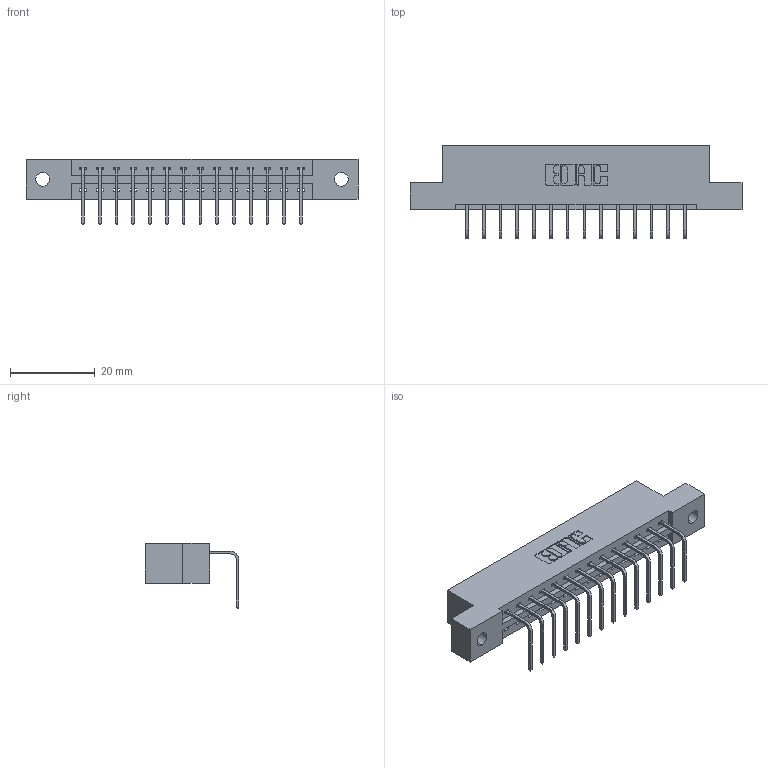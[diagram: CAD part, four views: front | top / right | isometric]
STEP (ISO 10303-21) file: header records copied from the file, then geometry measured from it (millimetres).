
FILE_DESCRIPTION (( 'STEP AP203' ), '1' );
FILE_NAME ('387-014-558-102.STEP', '2018-09-11T05:57:24', ( '' ), ( '' ), 'SwSTEP 2.0', 'SolidWorks 2016', '' );
FILE_SCHEMA (( 'CONFIG_CONTROL_DESIGN' ));
Length unit declared in the file: inch
Products named in the file (3): 345-292-001_558 Tail - 2; 387-014-558-102; 337 Part_Flush Mounting Lugs - 0.128 Dia
Assembly tree (15 placements, depth 2):
  387-014-558-102
    337 Part_Flush Mounting Lugs - 0.128 Dia
    345-292-001_558 Tail - 2  x14
Bounding box: 78.49 x 22.17 x 15.37 mm (x, y, z)
Volume: 7816.9 mm3; surface area: 7938.9 mm2
Topology: 15 solids, 15 shells, 1010 faces, 3027 edges, 1998 vertices
Faces by surface type: plane 742, cylinder 268
Entity records: 14115 total; most frequent: CARTESIAN_POINT 2464, ORIENTED_EDGE 2414, DIRECTION 2131, EDGE_CURVE 1207, LINE 1079, VECTOR 1079, VERTEX_POINT 802, AXIS2_PLACEMENT_3D 526
